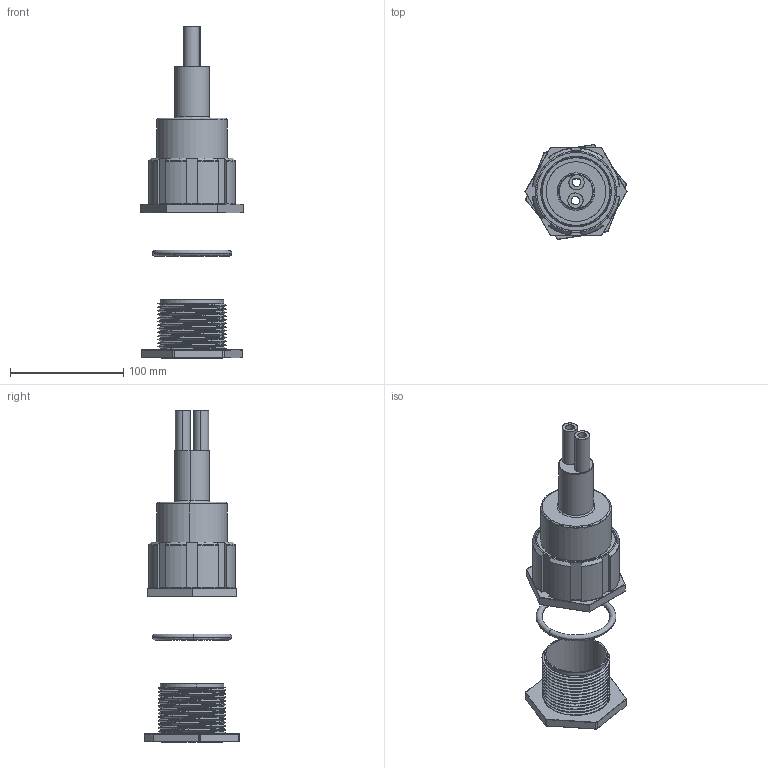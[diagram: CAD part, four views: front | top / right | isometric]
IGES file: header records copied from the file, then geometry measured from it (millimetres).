
Start section: SolidWorks IGES file using analytic representation for surfaces
Global section: file name: 4X-NUS-2D.IGS; native system: SolidWorks 2020; preprocessor: SolidWorks 2020; author: office; date: 210528.114730; units: inch
Bounding box: 90.19 x 83.82 x 293.13 mm (x, y, z)
Surface area: 110265.3 mm2 (no closed solid volume)
Topology: 0 solids, 0 shells, 355 faces, 7287 edges, 7287 vertices
Faces by surface type: revolution 229, bspline 126
